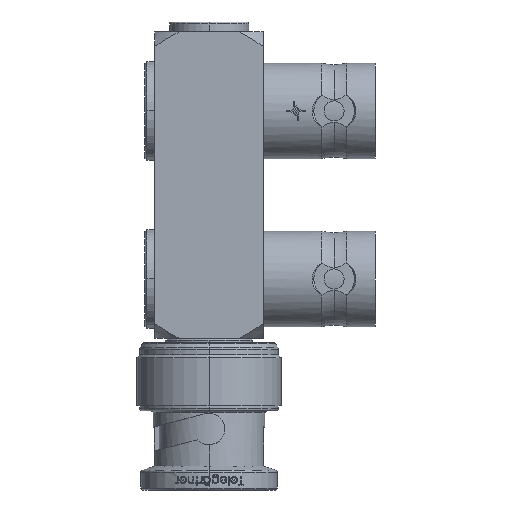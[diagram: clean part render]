
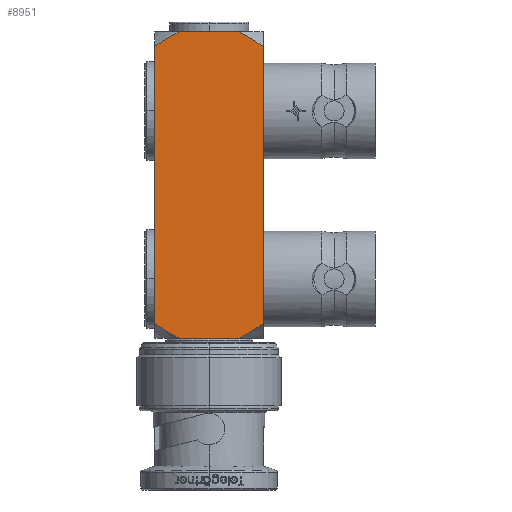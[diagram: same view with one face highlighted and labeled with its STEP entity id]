
A CAD part, left-side view. The second image highlights one B-rep face of the part: STEP entity #8951.
In plain terms, the highlighted planar face has unit normal (-1, 0, 0).
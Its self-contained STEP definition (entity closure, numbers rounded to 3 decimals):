
#319 = DIRECTION ( 'NONE',  ( 0., 0., 1. ) ) ;
#369 = CARTESIAN_POINT ( 'NONE',  ( -5.5, 5.5, 0. ) ) ;
#594 = EDGE_CURVE ( 'NONE', #11928, #7913, #9786, .T. ) ;
#606 = VECTOR ( 'NONE', #319, 1000. ) ;
#1145 = VERTEX_POINT ( 'NONE', #1865 ) ;
#1478 = CARTESIAN_POINT ( 'NONE',  ( -5.5, -4.705, -0.953 ) ) ;
#1865 = CARTESIAN_POINT ( 'NONE',  ( -5.5, 3.027, -31. ) ) ;
#2217 = EDGE_CURVE ( 'NONE', #1145, #5631, #14040, .T. ) ;
#2426 = ORIENTED_EDGE ( 'NONE', *, *, #11974, .F. ) ;
#2794 = CARTESIAN_POINT ( 'NONE',  ( -5.5, -3.885, -30.552 ) ) ;
#3406 = CARTESIAN_POINT ( 'NONE',  ( -5.5, -5.5, -1.5 ) ) ;
#3467 = VERTEX_POINT ( 'NONE', #5168 ) ;
#3515 = AXIS2_PLACEMENT_3D ( 'NONE', #16666, #4888, #18650 ) ;
#4779 = CARTESIAN_POINT ( 'NONE',  ( -5.5, -3.027, -31. ) ) ;
#4888 = DIRECTION ( 'NONE',  ( -1., 0., 0. ) ) ;
#5168 = CARTESIAN_POINT ( 'NONE',  ( -5.5, -3.027, 0. ) ) ;
#5631 = VERTEX_POINT ( 'NONE', #9645 ) ;
#5699 = CARTESIAN_POINT ( 'NONE',  ( -5.5, -5.5, -29.5 ) ) ;
#5865 = DIRECTION ( 'NONE',  ( 0., 0., 1. ) ) ;
#5914 = CARTESIAN_POINT ( 'NONE',  ( -5.5, -5.5, -1.5 ) ) ;
#7338 = EDGE_CURVE ( 'NONE', #21097, #19532, #13632, .T. ) ;
#7634 = CARTESIAN_POINT ( 'NONE',  ( -5.5, 3.884, -30.553 ) ) ;
#7913 = VERTEX_POINT ( 'NONE', #10615 ) ;
#8269 = VECTOR ( 'NONE', #23229, 1000. ) ;
#8327 = CARTESIAN_POINT ( 'NONE',  ( -5.5, 3.462, -0.209 ) ) ;
#8485 = ORIENTED_EDGE ( 'NONE', *, *, #594, .F. ) ;
#8679 = CARTESIAN_POINT ( 'NONE',  ( -5.5, -5.107, -29.778 ) ) ;
#8798 = ORIENTED_EDGE ( 'NONE', *, *, #14967, .T. ) ;
#8951 = ADVANCED_FACE ( 'NONE', ( #10978 ), #20552, .T. ) ;
#9471 = CARTESIAN_POINT ( 'NONE',  ( -5.5, 5.5, -31. ) ) ;
#9633 = CARTESIAN_POINT ( 'NONE',  ( -5.5, 5.106, -29.779 ) ) ;
#9645 = CARTESIAN_POINT ( 'NONE',  ( -5.5, 5.5, -29.5 ) ) ;
#9786 = B_SPLINE_CURVE_WITH_KNOTS ( 'NONE', 3,
 ( #24334, #20349, #16399, #15377, #8327, #16007 ),
 .UNSPECIFIED., .F., .F.,
 ( 4, 2, 4 ),
 ( 0.009, 0.01, 0.012 ),
 .UNSPECIFIED. ) ;
#10615 = CARTESIAN_POINT ( 'NONE',  ( -5.5, 3.027, 0. ) ) ;
#10978 = FACE_OUTER_BOUND ( 'NONE', #13348, .T. ) ;
#11280 = CARTESIAN_POINT ( 'NONE',  ( -5.5, -3.464, -0.211 ) ) ;
#11928 = VERTEX_POINT ( 'NONE', #23336 ) ;
#11974 = EDGE_CURVE ( 'NONE', #7913, #3467, #18173, .T. ) ;
#12081 = CARTESIAN_POINT ( 'NONE',  ( -5.5, 5.5, -31. ) ) ;
#12376 = VECTOR ( 'NONE', #16059, 1000. ) ;
#12653 = EDGE_CURVE ( 'NONE', #5631, #11928, #15657, .T. ) ;
#13005 = CARTESIAN_POINT ( 'NONE',  ( -5.5, -3.027, -31. ) ) ;
#13244 = CARTESIAN_POINT ( 'NONE',  ( -5.5, 3.464, -30.789 ) ) ;
#13252 = CARTESIAN_POINT ( 'NONE',  ( -5.5, -3.884, -0.447 ) ) ;
#13348 = EDGE_LOOP ( 'NONE', ( #8485, #20133, #23011, #23486, #21764, #8798, #23981, #2426 ) ) ;
#13632 = B_SPLINE_CURVE_WITH_KNOTS ( 'NONE', 3,
 ( #14600, #8679, #22460, #2794, #16582, #4779 ),
 .UNSPECIFIED., .F., .F.,
 ( 4, 2, 4 ),
 ( 0.009, 0.01, 0.012 ),
 .UNSPECIFIED. ) ;
#13862 = VECTOR ( 'NONE', #5865, 1000. ) ;
#14040 = B_SPLINE_CURVE_WITH_KNOTS ( 'NONE', 3,
 ( #15450, #13244, #7634, #21418, #9633, #23403 ),
 .UNSPECIFIED., .F., .F.,
 ( 4, 2, 4 ),
 ( 0.018, 0.019, 0.021 ),
 .UNSPECIFIED. ) ;
#14600 = CARTESIAN_POINT ( 'NONE',  ( -5.5, -5.5, -29.5 ) ) ;
#14967 = EDGE_CURVE ( 'NONE', #21097, #25141, #19090, .T. ) ;
#15197 = CARTESIAN_POINT ( 'NONE',  ( -5.5, -5.106, -1.221 ) ) ;
#15363 = EDGE_CURVE ( 'NONE', #1145, #19532, #23371, .T. ) ;
#15377 = CARTESIAN_POINT ( 'NONE',  ( -5.5, 3.885, -0.448 ) ) ;
#15450 = CARTESIAN_POINT ( 'NONE',  ( -5.5, 3.027, -31. ) ) ;
#15657 = LINE ( 'NONE', #12081, #606 ) ;
#16007 = CARTESIAN_POINT ( 'NONE',  ( -5.5, 3.027, 0. ) ) ;
#16059 = DIRECTION ( 'NONE',  ( 0., -1., 0. ) ) ;
#16399 = CARTESIAN_POINT ( 'NONE',  ( -5.5, 4.707, -0.954 ) ) ;
#16582 = CARTESIAN_POINT ( 'NONE',  ( -5.5, -3.462, -30.791 ) ) ;
#16666 = CARTESIAN_POINT ( 'NONE',  ( -5.5, 5.5, -31. ) ) ;
#17636 = CARTESIAN_POINT ( 'NONE',  ( -5.5, -5.5, -31. ) ) ;
#18173 = LINE ( 'NONE', #369, #12376 ) ;
#18650 = DIRECTION ( 'NONE',  ( 0., -1., 0. ) ) ;
#19090 = LINE ( 'NONE', #17636, #13862 ) ;
#19532 = VERTEX_POINT ( 'NONE', #13005 ) ;
#20091 = EDGE_CURVE ( 'NONE', #3467, #25141, #23466, .T. ) ;
#20133 = ORIENTED_EDGE ( 'NONE', *, *, #12653, .F. ) ;
#20349 = CARTESIAN_POINT ( 'NONE',  ( -5.5, 5.107, -1.222 ) ) ;
#20552 = PLANE ( 'NONE',  #3515 ) ;
#20969 = CARTESIAN_POINT ( 'NONE',  ( -5.5, -3.027, 0. ) ) ;
#21097 = VERTEX_POINT ( 'NONE', #5699 ) ;
#21418 = CARTESIAN_POINT ( 'NONE',  ( -5.5, 4.705, -30.047 ) ) ;
#21764 = ORIENTED_EDGE ( 'NONE', *, *, #7338, .F. ) ;
#22460 = CARTESIAN_POINT ( 'NONE',  ( -5.5, -4.707, -30.046 ) ) ;
#23011 = ORIENTED_EDGE ( 'NONE', *, *, #2217, .F. ) ;
#23229 = DIRECTION ( 'NONE',  ( 0., -1., 0. ) ) ;
#23336 = CARTESIAN_POINT ( 'NONE',  ( -5.5, 5.5, -1.5 ) ) ;
#23371 = LINE ( 'NONE', #9471, #8269 ) ;
#23403 = CARTESIAN_POINT ( 'NONE',  ( -5.5, 5.5, -29.5 ) ) ;
#23466 = B_SPLINE_CURVE_WITH_KNOTS ( 'NONE', 3,
 ( #20969, #11280, #13252, #1478, #15197, #3406 ),
 .UNSPECIFIED., .F., .F.,
 ( 4, 2, 4 ),
 ( 0.018, 0.019, 0.021 ),
 .UNSPECIFIED. ) ;
#23486 = ORIENTED_EDGE ( 'NONE', *, *, #15363, .T. ) ;
#23981 = ORIENTED_EDGE ( 'NONE', *, *, #20091, .F. ) ;
#24334 = CARTESIAN_POINT ( 'NONE',  ( -5.5, 5.5, -1.5 ) ) ;
#25141 = VERTEX_POINT ( 'NONE', #5914 ) ;
